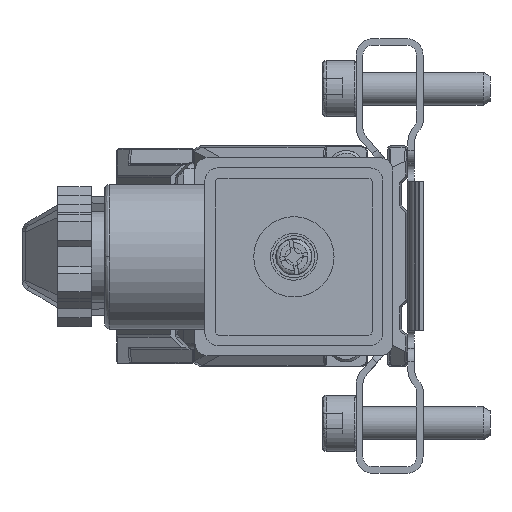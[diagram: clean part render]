
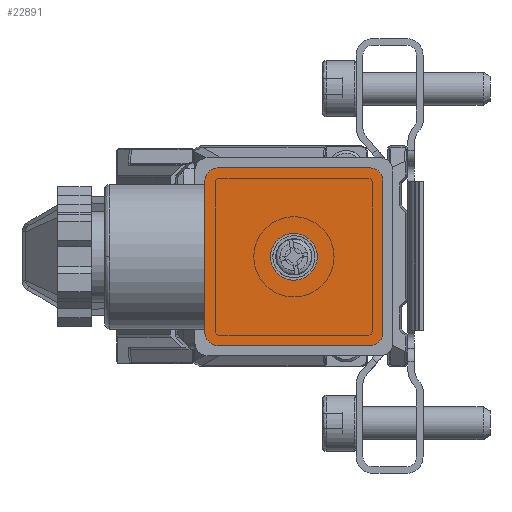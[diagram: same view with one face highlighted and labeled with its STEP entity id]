
A CAD part, left-side view. The second image highlights one B-rep face of the part: STEP entity #22891.
In plain terms, the highlighted planar face has unit normal (-1, 0, 0).
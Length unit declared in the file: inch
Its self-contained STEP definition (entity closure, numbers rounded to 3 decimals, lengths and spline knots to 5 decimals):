
#178 = CARTESIAN_POINT ( 'NONE',  ( -2.80315, 0.22496, -0.20777 ) ) ;
#413 = AXIS2_PLACEMENT_3D ( 'NONE', #16479, #6067, #20479 ) ;
#1195 = CARTESIAN_POINT ( 'NONE',  ( -2.80315, 1.19347, -1.17628 ) ) ;
#1293 = VECTOR ( 'NONE', #15214, 39.37008 ) ;
#2505 = EDGE_CURVE ( 'NONE', #46293, #37538, #26162, .T. ) ;
#3120 = EDGE_CURVE ( 'NONE', #37538, #36770, #25868, .T. ) ;
#3730 = CARTESIAN_POINT ( 'NONE',  ( -2.80315, 1.19347, -1.17628 ) ) ;
#4702 = FACE_BOUND ( 'NONE', #4968, .T. ) ;
#4968 = EDGE_LOOP ( 'NONE', ( #18674 ) ) ;
#5433 = AXIS2_PLACEMENT_3D ( 'NONE', #23445, #16839, #9282 ) ;
#5842 = LINE ( 'NONE', #28072, #44221 ) ;
#5992 = ORIENTED_EDGE ( 'NONE', *, *, #17886, .F. ) ;
#6067 = DIRECTION ( 'NONE',  ( -1., 0., 0. ) ) ;
#6883 = EDGE_LOOP ( 'NONE', ( #45976, #28326, #20395, #10999, #25719, #21895, #13545, #5992 ) ) ;
#7264 = DIRECTION ( 'NONE',  ( 1., 0., 0. ) ) ;
#7960 = CIRCLE ( 'NONE', #413, 0.1378 ) ;
#8048 = AXIS2_PLACEMENT_3D ( 'NONE', #178, #7264, #20970 ) ;
#8628 = CARTESIAN_POINT ( 'NONE',  ( -2.80315, 1.19347, -0.20777 ) ) ;
#9282 = DIRECTION ( 'NONE',  ( 0., -1., 0. ) ) ;
#9882 = AXIS2_PLACEMENT_3D ( 'NONE', #42521, #35176, #20948 ) ;
#10390 = CARTESIAN_POINT ( 'NONE',  ( -2.80315, 1.11473, -1.17628 ) ) ;
#10999 = ORIENTED_EDGE ( 'NONE', *, *, #2505, .F. ) ;
#12980 = CIRCLE ( 'NONE', #5433, 0.07874 ) ;
#13545 = ORIENTED_EDGE ( 'NONE', *, *, #31461, .F. ) ;
#13676 = CARTESIAN_POINT ( 'NONE',  ( -2.80315, 1.19347, -1.09754 ) ) ;
#15016 = AXIS2_PLACEMENT_3D ( 'NONE', #23454, #45287, #26564 ) ;
#15214 = DIRECTION ( 'NONE',  ( 0., 0., -1. ) ) ;
#15501 = EDGE_CURVE ( 'NONE', #23241, #43713, #5842, .T. ) ;
#15940 = CARTESIAN_POINT ( 'NONE',  ( -2.80315, 0.66984, -0.79045 ) ) ;
#16479 = CARTESIAN_POINT ( 'NONE',  ( -2.80315, 0.66984, -0.65265 ) ) ;
#16786 = EDGE_CURVE ( 'NONE', #28928, #46293, #21501, .T. ) ;
#16839 = DIRECTION ( 'NONE',  ( 1., 0., 0. ) ) ;
#17886 = EDGE_CURVE ( 'NONE', #43713, #45928, #31654, .T. ) ;
#18674 = ORIENTED_EDGE ( 'NONE', *, *, #40969, .F. ) ;
#19130 = PLANE ( 'NONE',  #24350 ) ;
#19365 = DIRECTION ( 'NONE',  ( 0., 0., 1. ) ) ;
#20395 = ORIENTED_EDGE ( 'NONE', *, *, #3120, .F. ) ;
#20479 = DIRECTION ( 'NONE',  ( 0., 0., -1. ) ) ;
#20948 = DIRECTION ( 'NONE',  ( 0., -1., 0. ) ) ;
#20970 = DIRECTION ( 'NONE',  ( 0., -1., 0. ) ) ;
#21257 = CARTESIAN_POINT ( 'NONE',  ( -2.80315, 0.14622, -1.09754 ) ) ;
#21501 = LINE ( 'NONE', #39508, #45650 ) ;
#21895 = ORIENTED_EDGE ( 'NONE', *, *, #45166, .F. ) ;
#22891 = ADVANCED_FACE ( 'NONE', ( #34505, #4702 ), #19130, .F. ) ;
#23241 = VERTEX_POINT ( 'NONE', #25308 ) ;
#23445 = CARTESIAN_POINT ( 'NONE',  ( -2.80315, 0.22496, -1.09754 ) ) ;
#23454 = CARTESIAN_POINT ( 'NONE',  ( -2.80315, 1.11473, -1.09754 ) ) ;
#23569 = VERTEX_POINT ( 'NONE', #8628 ) ;
#24350 = AXIS2_PLACEMENT_3D ( 'NONE', #1195, #26451, #19365 ) ;
#25308 = CARTESIAN_POINT ( 'NONE',  ( -2.80315, 0.22496, -1.17628 ) ) ;
#25719 = ORIENTED_EDGE ( 'NONE', *, *, #16786, .F. ) ;
#25868 = LINE ( 'NONE', #39869, #1293 ) ;
#26162 = CIRCLE ( 'NONE', #8048, 0.07874 ) ;
#26451 = DIRECTION ( 'NONE',  ( 1., 0., 0. ) ) ;
#26564 = DIRECTION ( 'NONE',  ( 0., -1., 0. ) ) ;
#26581 = VECTOR ( 'NONE', #36630, 39.37008 ) ;
#28072 = CARTESIAN_POINT ( 'NONE',  ( -2.80315, 1.19347, -1.17628 ) ) ;
#28326 = ORIENTED_EDGE ( 'NONE', *, *, #44432, .F. ) ;
#28801 = LINE ( 'NONE', #3730, #26581 ) ;
#28928 = VERTEX_POINT ( 'NONE', #32854 ) ;
#31461 = EDGE_CURVE ( 'NONE', #45928, #23569, #28801, .T. ) ;
#31654 = CIRCLE ( 'NONE', #15016, 0.07874 ) ;
#32497 = CARTESIAN_POINT ( 'NONE',  ( -2.80315, 0.14622, -0.20777 ) ) ;
#32854 = CARTESIAN_POINT ( 'NONE',  ( -2.80315, 1.11473, -0.12903 ) ) ;
#34505 = FACE_OUTER_BOUND ( 'NONE', #6883, .T. ) ;
#35176 = DIRECTION ( 'NONE',  ( 1., 0., 0. ) ) ;
#36630 = DIRECTION ( 'NONE',  ( 0., 0., 1. ) ) ;
#36770 = VERTEX_POINT ( 'NONE', #21257 ) ;
#37538 = VERTEX_POINT ( 'NONE', #32497 ) ;
#37862 = CIRCLE ( 'NONE', #9882, 0.07874 ) ;
#39272 = DIRECTION ( 'NONE',  ( 0., -1., 0. ) ) ;
#39508 = CARTESIAN_POINT ( 'NONE',  ( -2.80315, 1.19347, -0.12903 ) ) ;
#39869 = CARTESIAN_POINT ( 'NONE',  ( -2.80315, 0.14622, -1.17628 ) ) ;
#40969 = EDGE_CURVE ( 'NONE', #43910, #43910, #7960, .T. ) ;
#42521 = CARTESIAN_POINT ( 'NONE',  ( -2.80315, 1.11473, -0.20777 ) ) ;
#43713 = VERTEX_POINT ( 'NONE', #10390 ) ;
#43910 = VERTEX_POINT ( 'NONE', #15940 ) ;
#44221 = VECTOR ( 'NONE', #45867, 39.37008 ) ;
#44432 = EDGE_CURVE ( 'NONE', #36770, #23241, #12980, .T. ) ;
#44457 = CARTESIAN_POINT ( 'NONE',  ( -2.80315, 0.22496, -0.12903 ) ) ;
#45166 = EDGE_CURVE ( 'NONE', #23569, #28928, #37862, .T. ) ;
#45287 = DIRECTION ( 'NONE',  ( 1., 0., 0. ) ) ;
#45650 = VECTOR ( 'NONE', #39272, 39.37008 ) ;
#45867 = DIRECTION ( 'NONE',  ( 0., 1., 0. ) ) ;
#45928 = VERTEX_POINT ( 'NONE', #13676 ) ;
#45976 = ORIENTED_EDGE ( 'NONE', *, *, #15501, .F. ) ;
#46293 = VERTEX_POINT ( 'NONE', #44457 ) ;
